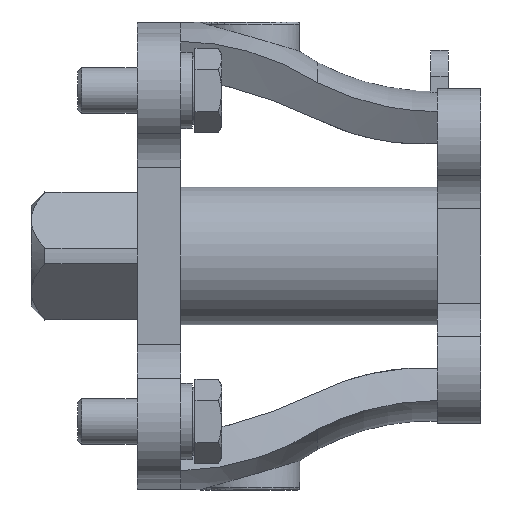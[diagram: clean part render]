
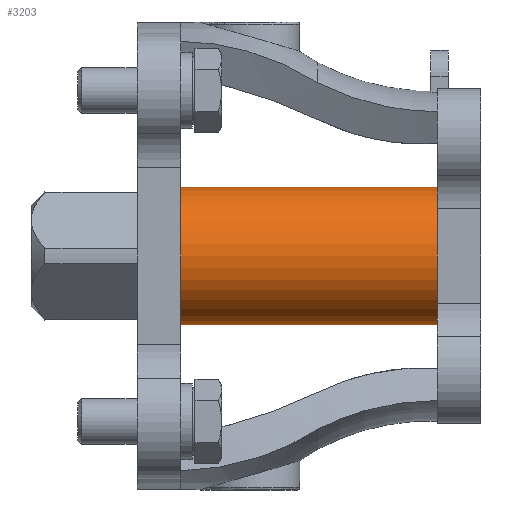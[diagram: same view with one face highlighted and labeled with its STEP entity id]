
A CAD part, left-side view. The second image highlights one B-rep face of the part: STEP entity #3203.
In plain terms, the highlighted cylindrical face has radius 15 mm (diameter 30 mm), a full revolution.
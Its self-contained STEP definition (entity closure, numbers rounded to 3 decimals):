
#426=CIRCLE('',#3641,15.);
#431=CIRCLE('',#3647,15.);
#1160=ORIENTED_EDGE('',*,*,#1683,.F.);
#1161=ORIENTED_EDGE('',*,*,#1678,.T.);
#1678=EDGE_CURVE('',#2011,#2011,#426,.T.);
#1683=EDGE_CURVE('',#2012,#2012,#431,.T.);
#2011=VERTEX_POINT('',#5760);
#2012=VERTEX_POINT('',#5767);
#2604=EDGE_LOOP('',(#1160));
#2605=EDGE_LOOP('',(#1161));
#2907=FACE_BOUND('',#2604,.T.);
#2908=FACE_BOUND('',#2605,.T.);
#3042=CYLINDRICAL_SURFACE('',#3646,15.);
#3203=ADVANCED_FACE('',(#2907,#2908),#3042,.T.);
#3641=AXIS2_PLACEMENT_3D('',#5759,#4533,#4534);
#3646=AXIS2_PLACEMENT_3D('',#5765,#4543,#4544);
#3647=AXIS2_PLACEMENT_3D('',#5766,#4545,#4546);
#4533=DIRECTION('',(0.,-1.,0.));
#4534=DIRECTION('',(0.,0.,-1.));
#4543=DIRECTION('',(0.,-1.,0.));
#4544=DIRECTION('',(0.,0.,-1.));
#4545=DIRECTION('',(0.,-1.,0.));
#4546=DIRECTION('',(0.,0.,-1.));
#5759=CARTESIAN_POINT('',(0.,-1.,0.));
#5760=CARTESIAN_POINT('',(0.,-1.,-15.));
#5765=CARTESIAN_POINT('',(0.,-74.,0.));
#5766=CARTESIAN_POINT('',(0.,-73.,0.));
#5767=CARTESIAN_POINT('',(0.,-73.,-15.));
